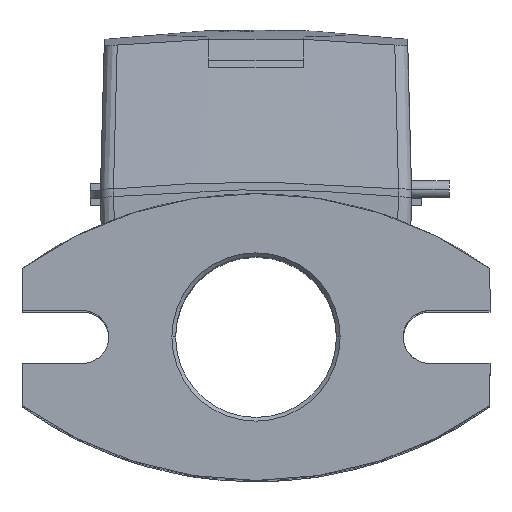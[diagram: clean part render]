
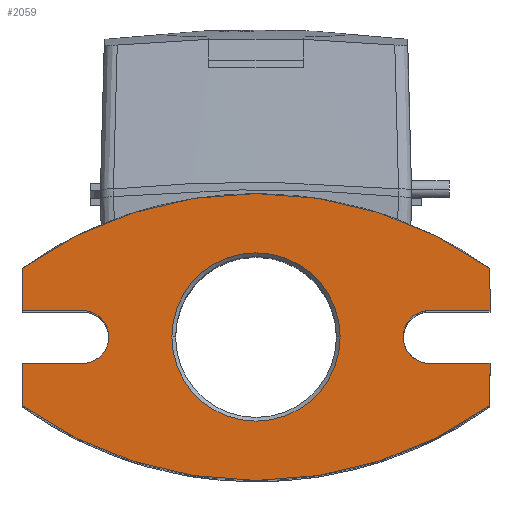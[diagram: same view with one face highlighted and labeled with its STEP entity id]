
A CAD part, top view. The second image highlights one B-rep face of the part: STEP entity #2059.
In plain terms, the highlighted planar face has unit normal (0, 0, 1).
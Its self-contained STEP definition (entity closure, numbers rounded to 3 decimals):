
#21 = VERTEX_POINT ( 'NONE', #937 ) ;
#125 = LINE ( 'NONE', #4511, #4760 ) ;
#150 = DIRECTION ( 'NONE',  ( 0., 1., 0. ) ) ;
#199 = EDGE_CURVE ( 'NONE', #2381, #3940, #2445, .T. ) ;
#222 = VERTEX_POINT ( 'NONE', #392 ) ;
#291 = ORIENTED_EDGE ( 'NONE', *, *, #199, .T. ) ;
#370 = DIRECTION ( 'NONE',  ( 1., 0., 0. ) ) ;
#392 = CARTESIAN_POINT ( 'NONE',  ( 62., -7., 116. ) ) ;
#436 = ORIENTED_EDGE ( 'NONE', *, *, #485, .T. ) ;
#455 = VECTOR ( 'NONE', #820, 1000. ) ;
#485 = EDGE_CURVE ( 'NONE', #1117, #3846, #3094, .T. ) ;
#564 = CARTESIAN_POINT ( 'NONE',  ( 46., 7., 116. ) ) ;
#582 = ORIENTED_EDGE ( 'NONE', *, *, #5178, .T. ) ;
#612 = CARTESIAN_POINT ( 'NONE',  ( 62., 29.8, 116. ) ) ;
#620 = EDGE_CURVE ( 'NONE', #3746, #21, #942, .T. ) ;
#726 = EDGE_CURVE ( 'NONE', #1486, #21, #1358, .T. ) ;
#746 = CARTESIAN_POINT ( 'NONE',  ( 62., 7., 116. ) ) ;
#751 = CARTESIAN_POINT ( 'NONE',  ( -46., -7., 116. ) ) ;
#789 = ORIENTED_EDGE ( 'NONE', *, *, #726, .T. ) ;
#806 = VECTOR ( 'NONE', #150, 1000. ) ;
#812 = VERTEX_POINT ( 'NONE', #4447 ) ;
#820 = DIRECTION ( 'NONE',  ( 0., 1., 0. ) ) ;
#839 = DIRECTION ( 'NONE',  ( 1., 0., 0. ) ) ;
#862 = CARTESIAN_POINT ( 'NONE',  ( 0., 29.8, 116. ) ) ;
#937 = CARTESIAN_POINT ( 'NONE',  ( 62., 18.207, 116. ) ) ;
#942 = CIRCLE ( 'NONE', #4319, 107. ) ;
#955 = ORIENTED_EDGE ( 'NONE', *, *, #3735, .T. ) ;
#1022 = ORIENTED_EDGE ( 'NONE', *, *, #4141, .F. ) ;
#1048 = LINE ( 'NONE', #5161, #1186 ) ;
#1117 = VERTEX_POINT ( 'NONE', #1943 ) ;
#1139 = CARTESIAN_POINT ( 'NONE',  ( 0., -7., 116. ) ) ;
#1185 = VERTEX_POINT ( 'NONE', #2052 ) ;
#1186 = VECTOR ( 'NONE', #3865, 1000. ) ;
#1218 = VECTOR ( 'NONE', #4462, 1000. ) ;
#1227 = AXIS2_PLACEMENT_3D ( 'NONE', #4671, #4654, #2964 ) ;
#1288 = CARTESIAN_POINT ( 'NONE',  ( -62., -7., 116. ) ) ;
#1358 = LINE ( 'NONE', #612, #1218 ) ;
#1398 = AXIS2_PLACEMENT_3D ( 'NONE', #3463, #3062, #2146 ) ;
#1472 = DIRECTION ( 'NONE',  ( -1., 0., 0. ) ) ;
#1486 = VERTEX_POINT ( 'NONE', #746 ) ;
#1517 = CARTESIAN_POINT ( 'NONE',  ( -62., 7., 116. ) ) ;
#1612 = AXIS2_PLACEMENT_3D ( 'NONE', #2095, #4650, #2501 ) ;
#1694 = DIRECTION ( 'NONE',  ( 0., 0., -1. ) ) ;
#1703 = CARTESIAN_POINT ( 'NONE',  ( 0., 0., 116. ) ) ;
#1715 = DIRECTION ( 'NONE',  ( 1., 0., 0. ) ) ;
#1750 = LINE ( 'NONE', #1139, #3343 ) ;
#1765 = VERTEX_POINT ( 'NONE', #564 ) ;
#1774 = CARTESIAN_POINT ( 'NONE',  ( 39., 0., 116. ) ) ;
#1783 = EDGE_CURVE ( 'NONE', #4431, #1117, #4977, .T. ) ;
#1806 = EDGE_CURVE ( 'NONE', #812, #222, #3088, .T. ) ;
#1943 = CARTESIAN_POINT ( 'NONE',  ( -46., 7., 116. ) ) ;
#1946 = FACE_OUTER_BOUND ( 'NONE', #2706, .T. ) ;
#1954 = EDGE_CURVE ( 'NONE', #4541, #3846, #1750, .T. ) ;
#2052 = CARTESIAN_POINT ( 'NONE',  ( 22.3, 0., 116. ) ) ;
#2059 = ADVANCED_FACE ( 'NONE', ( #4497, #1946 ), #4228, .T. ) ;
#2095 = CARTESIAN_POINT ( 'NONE',  ( 46., 0., 116. ) ) ;
#2096 = ORIENTED_EDGE ( 'NONE', *, *, #1806, .T. ) ;
#2146 = DIRECTION ( 'NONE',  ( 1., 0., 0. ) ) ;
#2181 = CARTESIAN_POINT ( 'NONE',  ( -46., 0., 116. ) ) ;
#2218 = DIRECTION ( 'NONE',  ( 1., 0., 0. ) ) ;
#2381 = VERTEX_POINT ( 'NONE', #4647 ) ;
#2414 = CIRCLE ( 'NONE', #1398, 107. ) ;
#2418 = LINE ( 'NONE', #3375, #455 ) ;
#2445 = CIRCLE ( 'NONE', #1227, 7. ) ;
#2483 = CIRCLE ( 'NONE', #2484, 22.3 ) ;
#2484 = AXIS2_PLACEMENT_3D ( 'NONE', #3784, #3768, #839 ) ;
#2501 = DIRECTION ( 'NONE',  ( 1., 0., 0. ) ) ;
#2543 = DIRECTION ( 'NONE',  ( 0., 0., 1. ) ) ;
#2556 = CIRCLE ( 'NONE', #1612, 7. ) ;
#2676 = CARTESIAN_POINT ( 'NONE',  ( -62., -18.207, 116. ) ) ;
#2706 = EDGE_LOOP ( 'NONE', ( #3841, #789, #4340, #4981, #3210, #436, #3567, #5555, #1022, #2096, #955, #291, #4837 ) ) ;
#2780 = CARTESIAN_POINT ( 'NONE',  ( -62., 18.207, 116. ) ) ;
#2964 = DIRECTION ( 'NONE',  ( 1., 0., 0. ) ) ;
#3062 = DIRECTION ( 'NONE',  ( 0., 0., -1. ) ) ;
#3088 = LINE ( 'NONE', #3128, #806 ) ;
#3094 = CIRCLE ( 'NONE', #3815, 7. ) ;
#3118 = CARTESIAN_POINT ( 'NONE',  ( 0., 7., 116. ) ) ;
#3128 = CARTESIAN_POINT ( 'NONE',  ( 62., 29.8, 116. ) ) ;
#3152 = VERTEX_POINT ( 'NONE', #2676 ) ;
#3210 = ORIENTED_EDGE ( 'NONE', *, *, #1783, .T. ) ;
#3217 = DIRECTION ( 'NONE',  ( -1., 0., 0. ) ) ;
#3322 = VERTEX_POINT ( 'NONE', #4148 ) ;
#3343 = VECTOR ( 'NONE', #5491, 1000. ) ;
#3375 = CARTESIAN_POINT ( 'NONE',  ( -62., 29.8, 116. ) ) ;
#3385 = EDGE_CURVE ( 'NONE', #3940, #1765, #2556, .T. ) ;
#3439 = EDGE_CURVE ( 'NONE', #3322, #1185, #2483, .T. ) ;
#3462 = LINE ( 'NONE', #3118, #4889 ) ;
#3463 = CARTESIAN_POINT ( 'NONE',  ( 0., 69., 116. ) ) ;
#3549 = EDGE_CURVE ( 'NONE', #3152, #4541, #2418, .T. ) ;
#3567 = ORIENTED_EDGE ( 'NONE', *, *, #1954, .F. ) ;
#3667 = EDGE_CURVE ( 'NONE', #1486, #1765, #3462, .T. ) ;
#3735 = EDGE_CURVE ( 'NONE', #222, #2381, #125, .T. ) ;
#3746 = VERTEX_POINT ( 'NONE', #2780 ) ;
#3768 = DIRECTION ( 'NONE',  ( 0., 0., -1. ) ) ;
#3784 = CARTESIAN_POINT ( 'NONE',  ( 0., 0., 116. ) ) ;
#3815 = AXIS2_PLACEMENT_3D ( 'NONE', #2181, #5207, #2218 ) ;
#3822 = DIRECTION ( 'NONE',  ( 1., 0., 0. ) ) ;
#3834 = ORIENTED_EDGE ( 'NONE', *, *, #3439, .T. ) ;
#3841 = ORIENTED_EDGE ( 'NONE', *, *, #3667, .F. ) ;
#3846 = VERTEX_POINT ( 'NONE', #751 ) ;
#3865 = DIRECTION ( 'NONE',  ( 0., 1., 0. ) ) ;
#3940 = VERTEX_POINT ( 'NONE', #1774 ) ;
#3990 = CARTESIAN_POINT ( 'NONE',  ( 0., 7., 116. ) ) ;
#4141 = EDGE_CURVE ( 'NONE', #812, #3152, #2414, .T. ) ;
#4148 = CARTESIAN_POINT ( 'NONE',  ( -22.3, 0., 116. ) ) ;
#4228 = PLANE ( 'NONE',  #5169 ) ;
#4319 = AXIS2_PLACEMENT_3D ( 'NONE', #4615, #1694, #1715 ) ;
#4340 = ORIENTED_EDGE ( 'NONE', *, *, #620, .F. ) ;
#4400 = EDGE_CURVE ( 'NONE', #4431, #3746, #1048, .T. ) ;
#4431 = VERTEX_POINT ( 'NONE', #1517 ) ;
#4447 = CARTESIAN_POINT ( 'NONE',  ( 62., -18.207, 116. ) ) ;
#4462 = DIRECTION ( 'NONE',  ( 0., 1., 0. ) ) ;
#4497 = FACE_BOUND ( 'NONE', #4586, .T. ) ;
#4511 = CARTESIAN_POINT ( 'NONE',  ( 0., -7., 116. ) ) ;
#4534 = CIRCLE ( 'NONE', #5050, 22.3 ) ;
#4541 = VERTEX_POINT ( 'NONE', #1288 ) ;
#4560 = VECTOR ( 'NONE', #5303, 1000. ) ;
#4586 = EDGE_LOOP ( 'NONE', ( #582, #3834 ) ) ;
#4615 = CARTESIAN_POINT ( 'NONE',  ( 0., -69., 116. ) ) ;
#4647 = CARTESIAN_POINT ( 'NONE',  ( 46., -7., 116. ) ) ;
#4650 = DIRECTION ( 'NONE',  ( 0., 0., -1. ) ) ;
#4654 = DIRECTION ( 'NONE',  ( 0., 0., -1. ) ) ;
#4671 = CARTESIAN_POINT ( 'NONE',  ( 46., 0., 116. ) ) ;
#4760 = VECTOR ( 'NONE', #1472, 1000. ) ;
#4837 = ORIENTED_EDGE ( 'NONE', *, *, #3385, .T. ) ;
#4889 = VECTOR ( 'NONE', #3217, 1000. ) ;
#4977 = LINE ( 'NONE', #3990, #4560 ) ;
#4981 = ORIENTED_EDGE ( 'NONE', *, *, #4400, .F. ) ;
#5050 = AXIS2_PLACEMENT_3D ( 'NONE', #1703, #5526, #370 ) ;
#5161 = CARTESIAN_POINT ( 'NONE',  ( -62., 29.8, 116. ) ) ;
#5169 = AXIS2_PLACEMENT_3D ( 'NONE', #862, #2543, #3822 ) ;
#5178 = EDGE_CURVE ( 'NONE', #1185, #3322, #4534, .T. ) ;
#5207 = DIRECTION ( 'NONE',  ( 0., 0., -1. ) ) ;
#5303 = DIRECTION ( 'NONE',  ( 1., 0., 0. ) ) ;
#5491 = DIRECTION ( 'NONE',  ( 1., 0., 0. ) ) ;
#5526 = DIRECTION ( 'NONE',  ( 0., 0., -1. ) ) ;
#5555 = ORIENTED_EDGE ( 'NONE', *, *, #3549, .F. ) ;
